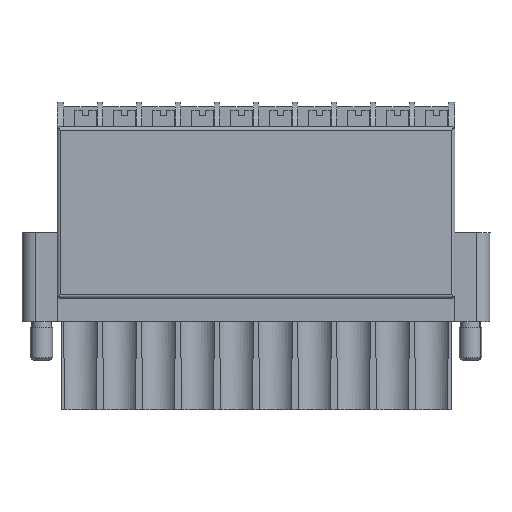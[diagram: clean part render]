
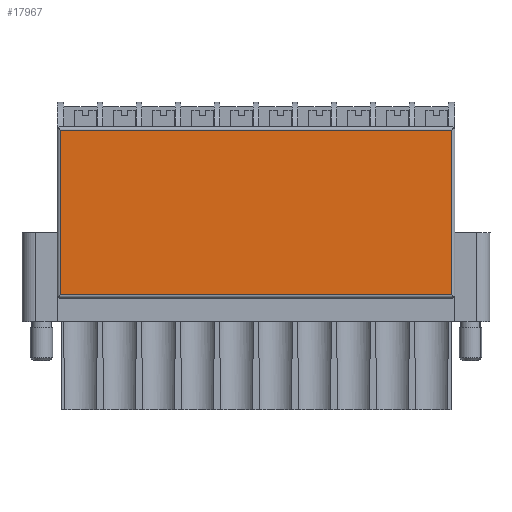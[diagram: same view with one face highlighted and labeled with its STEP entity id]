
A CAD part, front view. The second image highlights one B-rep face of the part: STEP entity #17967.
In plain terms, the highlighted planar face has unit normal (0, -1, 0).
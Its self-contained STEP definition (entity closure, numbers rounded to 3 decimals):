
#17954=AXIS2_PLACEMENT_3D('Plane Axis2P3D',#17951,#17952,#17953) ;
#14976=CARTESIAN_POINT('Vertex',(38.55,0.,25.1)) ;
#14979=CARTESIAN_POINT('Line Origine',(38.55,0.,17.75)) ;
#14983=CARTESIAN_POINT('Vertex',(38.55,0.,10.3)) ;
#15226=CARTESIAN_POINT('Vertex',(3.45,0.,10.3)) ;
#15229=CARTESIAN_POINT('Line Origine',(3.45,0.,17.75)) ;
#15233=CARTESIAN_POINT('Vertex',(3.45,0.,25.1)) ;
#17583=CARTESIAN_POINT('Line Origine',(21.,0.,25.1)) ;
#17951=CARTESIAN_POINT('Axis2P3D Location',(3.15,0.,27.6)) ;
#17956=CARTESIAN_POINT('Line Origine',(21.,0.,10.3)) ;
#14980=DIRECTION('Vector Direction',(0.,0.,-1.)) ;
#15230=DIRECTION('Vector Direction',(0.,0.,-1.)) ;
#17584=DIRECTION('Vector Direction',(1.,0.,0.)) ;
#17952=DIRECTION('Axis2P3D Direction',(-0.,1.,0.)) ;
#17953=DIRECTION('Axis2P3D XDirection',(1.,0.,0.)) ;
#17957=DIRECTION('Vector Direction',(1.,0.,0.)) ;
#14981=VECTOR('Line Direction',#14980,1.) ;
#15231=VECTOR('Line Direction',#15230,1.) ;
#17585=VECTOR('Line Direction',#17584,1.) ;
#17958=VECTOR('Line Direction',#17957,1.) ;
#17962=ORIENTED_EDGE('',*,*,#15235,.T.) ;
#17963=ORIENTED_EDGE('',*,*,#17960,.T.) ;
#17964=ORIENTED_EDGE('',*,*,#14985,.F.) ;
#17965=ORIENTED_EDGE('',*,*,#17587,.F.) ;
#17967=ADVANCED_FACE('HOUSING',(#17966),#17955,.F.) ;
#14985=EDGE_CURVE('',#14977,#14984,#14982,.T.) ;
#15235=EDGE_CURVE('',#15234,#15227,#15232,.T.) ;
#17587=EDGE_CURVE('',#15234,#14977,#17586,.T.) ;
#17960=EDGE_CURVE('',#15227,#14984,#17959,.T.) ;
#17961=EDGE_LOOP('',(#17962,#17963,#17964,#17965)) ;
#17966=FACE_OUTER_BOUND('',#17961,.T.) ;
#14982=LINE('Line',#14979,#14981) ;
#15232=LINE('Line',#15229,#15231) ;
#17586=LINE('Line',#17583,#17585) ;
#17959=LINE('Line',#17956,#17958) ;
#17955=PLANE('',#17954) ;
#14977=VERTEX_POINT('',#14976) ;
#14984=VERTEX_POINT('',#14983) ;
#15227=VERTEX_POINT('',#15226) ;
#15234=VERTEX_POINT('',#15233) ;
